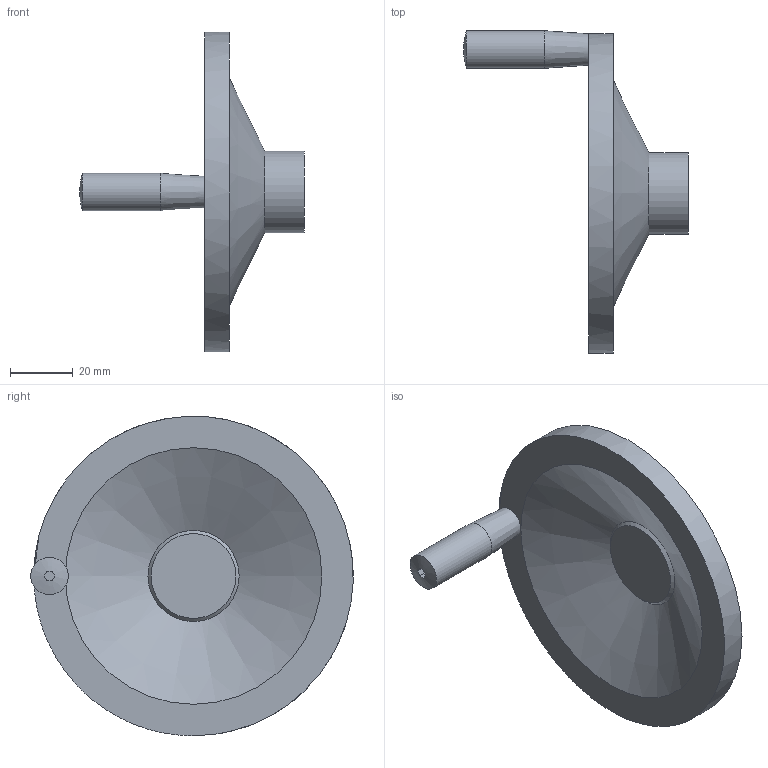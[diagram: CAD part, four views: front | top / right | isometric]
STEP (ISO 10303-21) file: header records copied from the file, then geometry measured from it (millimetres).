
FILE_DESCRIPTION( ( 'STEP AP214' ), '1' );
FILE_NAME( 'K1307.4101X00.stp', '2020-12-10T11:15:46', ( '' ), ( '' ), ' ', 'PARTsolutions', ' ' );
FILE_SCHEMA( ( 'AUTOMOTIVE_DESIGN { 1 0 10303 214 1 1 1 1 }' ) );
Length unit declared in the file: millimetre
Products named in the file (1): _K1307.4101X00
Bounding box: 71.35 x 102.57 x 101.6 mm (x, y, z)
Volume: 61162.1 mm3; surface area: 22485.7 mm2
Topology: 1 solids, 1 shells, 20 faces, 44 edges, 27 vertices
Faces by surface type: plane 11, cone 5, cylinder 3, bspline 1
Full cylindrical faces by diameter (mm): 11.94 x1, 25.9 x1, 101.6 x1
Entity records: 677 total; most frequent: CARTESIAN_POINT 128, DIRECTION 78, ORIENTED_EDGE 62, AXIS2_PLACEMENT_3D 33, EDGE_CURVE 31, EDGE_LOOP 30, FACE_OUTER_BOUND 24, VERTEX_POINT 23
